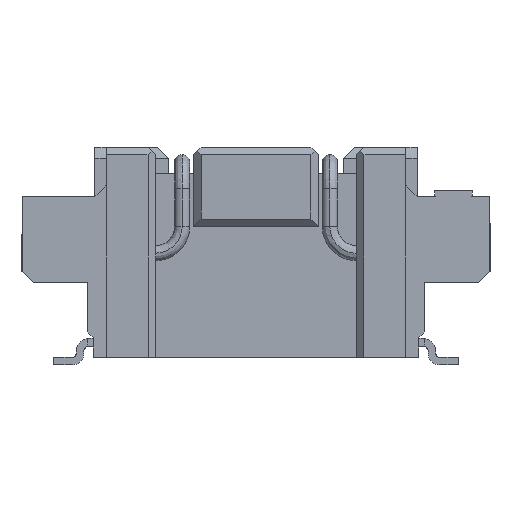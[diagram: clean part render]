
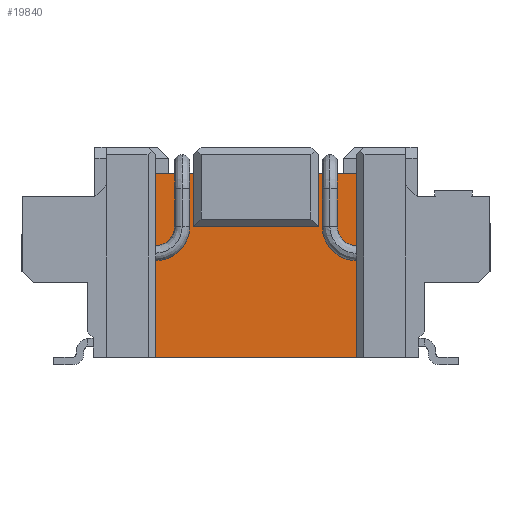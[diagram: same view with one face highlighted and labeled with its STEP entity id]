
A CAD part, left-side view. The second image highlights one B-rep face of the part: STEP entity #19840.
In plain terms, the highlighted planar face has unit normal (-1, 0, 0).
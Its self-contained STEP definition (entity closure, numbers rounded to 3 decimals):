
#458 = DIRECTION ( 'NONE',  ( 0., 1., 0. ) ) ;
#2092 = VECTOR ( 'NONE', #38083, 1000. ) ;
#2572 = CARTESIAN_POINT ( 'NONE',  ( -6.15, -1.65, 0.325 ) ) ;
#2922 = ORIENTED_EDGE ( 'NONE', *, *, #24991, .T. ) ;
#4868 = LINE ( 'NONE', #2572, #2092 ) ;
#4996 = VECTOR ( 'NONE', #38563, 1000. ) ;
#6601 = CARTESIAN_POINT ( 'NONE',  ( -6.15, 2.65, 0.325 ) ) ;
#6740 = ORIENTED_EDGE ( 'NONE', *, *, #44397, .T. ) ;
#6824 = LINE ( 'NONE', #6601, #52644 ) ;
#7083 = DIRECTION ( 'NONE',  ( 0., 0., 1. ) ) ;
#7423 = EDGE_CURVE ( 'NONE', #55562, #39003, #6824, .T. ) ;
#7527 = CARTESIAN_POINT ( 'NONE',  ( -6.15, 0., -2.1 ) ) ;
#8164 = CARTESIAN_POINT ( 'NONE',  ( -6.15, 0., 2.75 ) ) ;
#8380 = ORIENTED_EDGE ( 'NONE', *, *, #10718, .T. ) ;
#8954 = LINE ( 'NONE', #22537, #31167 ) ;
#10718 = EDGE_CURVE ( 'NONE', #42840, #23297, #35093, .T. ) ;
#11509 = CARTESIAN_POINT ( 'NONE',  ( -6.15, 1.65, 0.325 ) ) ;
#13731 = EDGE_CURVE ( 'NONE', #42840, #39003, #39023, .T. ) ;
#15031 = CARTESIAN_POINT ( 'NONE',  ( -6.15, 1.65, 1.35 ) ) ;
#16759 = DIRECTION ( 'NONE',  ( 0., 1., 0. ) ) ;
#17373 = VERTEX_POINT ( 'NONE', #51695 ) ;
#18531 = CARTESIAN_POINT ( 'NONE',  ( -6.15, 2.65, -2.1 ) ) ;
#19446 = CARTESIAN_POINT ( 'NONE',  ( -6.15, -1.65, 2.75 ) ) ;
#19840 = ADVANCED_FACE ( 'NONE', ( #22924 ), #23036, .T. ) ;
#19927 = VECTOR ( 'NONE', #7083, 1000. ) ;
#20592 = CARTESIAN_POINT ( 'NONE',  ( -6.15, -2.65, 0.325 ) ) ;
#22522 = VERTEX_POINT ( 'NONE', #19446 ) ;
#22537 = CARTESIAN_POINT ( 'NONE',  ( -6.15, 0., 2.75 ) ) ;
#22924 = FACE_OUTER_BOUND ( 'NONE', #40769, .T. ) ;
#23026 = VECTOR ( 'NONE', #30279, 1000. ) ;
#23036 = PLANE ( 'NONE',  #51308 ) ;
#23297 = VERTEX_POINT ( 'NONE', #57462 ) ;
#24991 = EDGE_CURVE ( 'NONE', #49722, #37880, #28982, .T. ) ;
#27290 = DIRECTION ( 'NONE',  ( -1., 0., 0. ) ) ;
#27485 = DIRECTION ( 'NONE',  ( 0., -1., 0. ) ) ;
#28982 = LINE ( 'NONE', #30027, #39405 ) ;
#30027 = CARTESIAN_POINT ( 'NONE',  ( -6.15, 0., 1.35 ) ) ;
#30279 = DIRECTION ( 'NONE',  ( 0., 1., 0. ) ) ;
#31167 = VECTOR ( 'NONE', #458, 1000. ) ;
#31767 = LINE ( 'NONE', #11509, #19927 ) ;
#33657 = ORIENTED_EDGE ( 'NONE', *, *, #50352, .T. ) ;
#35093 = LINE ( 'NONE', #20592, #46918 ) ;
#36238 = ORIENTED_EDGE ( 'NONE', *, *, #13731, .F. ) ;
#37880 = VERTEX_POINT ( 'NONE', #15031 ) ;
#38083 = DIRECTION ( 'NONE',  ( 0., 0., -1. ) ) ;
#38563 = DIRECTION ( 'NONE',  ( 0., 1., 0. ) ) ;
#39003 = VERTEX_POINT ( 'NONE', #48760 ) ;
#39023 = LINE ( 'NONE', #7527, #4996 ) ;
#39340 = CARTESIAN_POINT ( 'NONE',  ( -6.15, 2.65, 2.75 ) ) ;
#39405 = VECTOR ( 'NONE', #16759, 1000. ) ;
#39677 = ORIENTED_EDGE ( 'NONE', *, *, #7423, .T. ) ;
#40769 = EDGE_LOOP ( 'NONE', ( #41164, #39677, #36238, #8380, #33657, #41020, #2922, #6740 ) ) ;
#41020 = ORIENTED_EDGE ( 'NONE', *, *, #48803, .T. ) ;
#41164 = ORIENTED_EDGE ( 'NONE', *, *, #57198, .T. ) ;
#42840 = VERTEX_POINT ( 'NONE', #49192 ) ;
#44397 = EDGE_CURVE ( 'NONE', #37880, #17373, #31767, .T. ) ;
#46662 = LINE ( 'NONE', #8164, #23026 ) ;
#46918 = VECTOR ( 'NONE', #51663, 1000. ) ;
#48760 = CARTESIAN_POINT ( 'NONE',  ( -6.15, 2.65, -2.1 ) ) ;
#48803 = EDGE_CURVE ( 'NONE', #22522, #49722, #4868, .T. ) ;
#49192 = CARTESIAN_POINT ( 'NONE',  ( -6.15, -2.65, -2.1 ) ) ;
#49722 = VERTEX_POINT ( 'NONE', #52932 ) ;
#50352 = EDGE_CURVE ( 'NONE', #23297, #22522, #8954, .T. ) ;
#51044 = DIRECTION ( 'NONE',  ( 0., 0., -1. ) ) ;
#51308 = AXIS2_PLACEMENT_3D ( 'NONE', #18531, #27290, #27485 ) ;
#51663 = DIRECTION ( 'NONE',  ( 0., 0., 1. ) ) ;
#51695 = CARTESIAN_POINT ( 'NONE',  ( -6.15, 1.65, 2.75 ) ) ;
#52644 = VECTOR ( 'NONE', #51044, 1000. ) ;
#52932 = CARTESIAN_POINT ( 'NONE',  ( -6.15, -1.65, 1.35 ) ) ;
#55562 = VERTEX_POINT ( 'NONE', #39340 ) ;
#57198 = EDGE_CURVE ( 'NONE', #17373, #55562, #46662, .T. ) ;
#57462 = CARTESIAN_POINT ( 'NONE',  ( -6.15, -2.65, 2.75 ) ) ;
